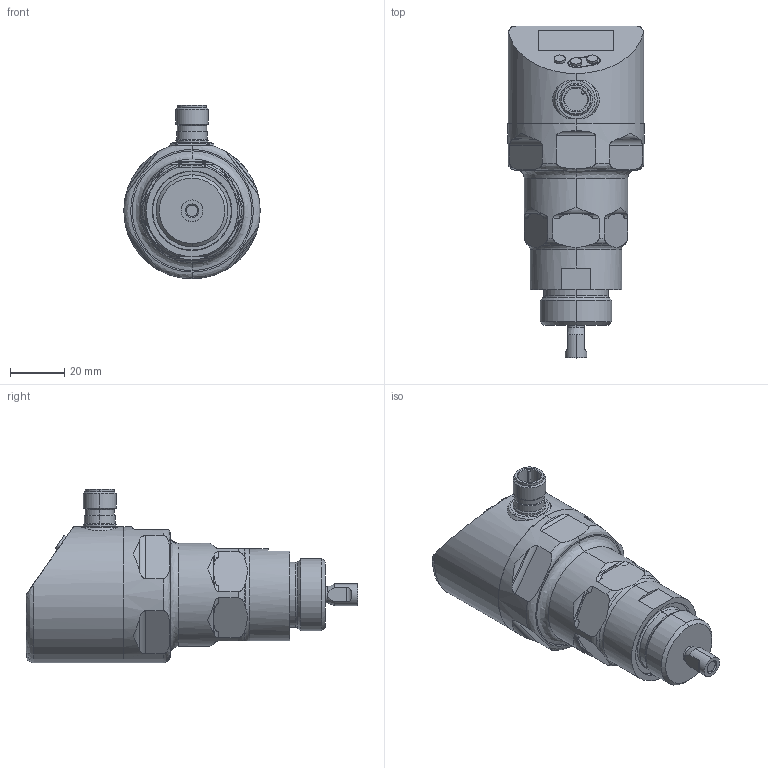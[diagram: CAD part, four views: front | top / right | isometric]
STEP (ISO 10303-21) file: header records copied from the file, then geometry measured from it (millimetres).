
FILE_DESCRIPTION (( 'STEP AP214' ), '1' );
FILE_NAME ('GWR-1600-C.STEP', '2021-01-25T22:29:50', ( '' ), ( '' ), 'SwSTEP 2.0', 'SolidWorks 2017', '' );
FILE_SCHEMA (( 'AUTOMOTIVE_DESIGN' ));
Length unit declared in the file: inch
Products named in the file (1): GWR-1600-C
Bounding box: 50.1 x 122.1 x 63.9 mm (x, y, z)
Volume: 147903.9 mm3; surface area: 18654.1 mm2
Topology: 1 solids, 1 shells, 227 faces, 591 edges, 382 vertices
Faces by surface type: cylinder 91, plane 85, cone 28, bspline 23
Entity records: 8528 total; most frequent: CARTESIAN_POINT 3238, ORIENTED_EDGE 1182, DIRECTION 1007, EDGE_CURVE 591, AXIS2_PLACEMENT_3D 386, VERTEX_POINT 382, EDGE_LOOP 243, VECTOR 235
